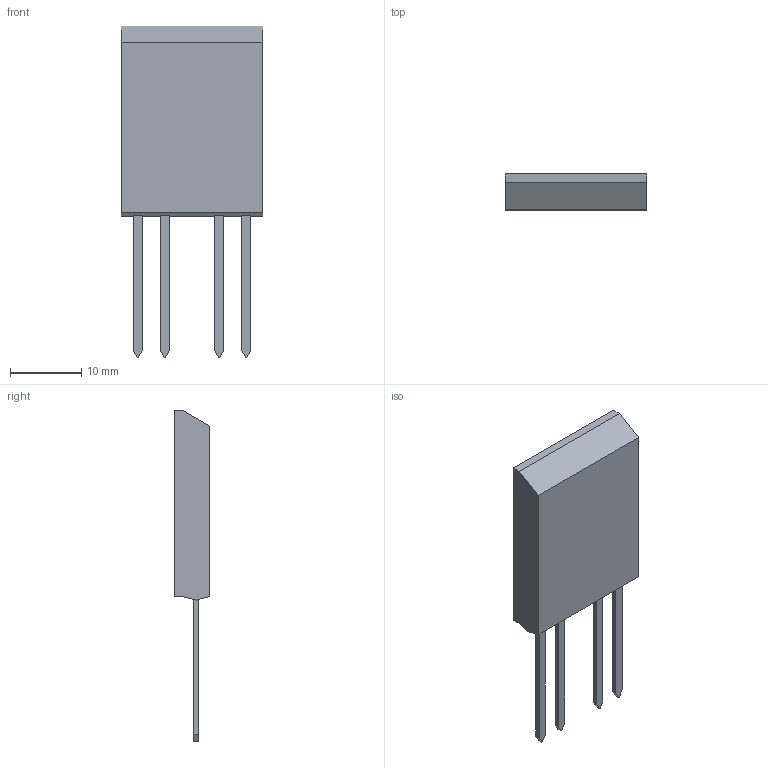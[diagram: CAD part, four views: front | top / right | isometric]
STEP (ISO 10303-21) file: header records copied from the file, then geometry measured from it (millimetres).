
FILE_DESCRIPTION( ( '' ), ' ' );
FILE_NAME( '58af486b76f90f0f80486293.step', '2017-02-23T20:39:08', ( '' ), ( '' ), ' ', ' ', ' ' );
FILE_SCHEMA( ( 'AUTOMOTIVE_DESIGN { 1 0 10303 214 1 1 1 1 }' ) );
Length unit declared in the file: metre
Products named in the file (1): Open CASCADE STEP translator 6.8 1
Bounding box: 19.91 x 5.03 x 46.56 mm (x, y, z)
Volume: 2616.9 mm3; surface area: 1766.3 mm2
Topology: 1 solids, 1 shells, 37 faces, 105 edges, 70 vertices
Faces by surface type: plane 37
Entity records: 2016 total; most frequent: CARTESIAN_POINT 213, ORIENTED_EDGE 210, DIRECTION 181, STYLED_ITEM 142, PRESENTATION_STYLE_ASSIGNMENT 142, COLOUR_RGB 142, EDGE_CURVE 105, CURVE_STYLE 105
